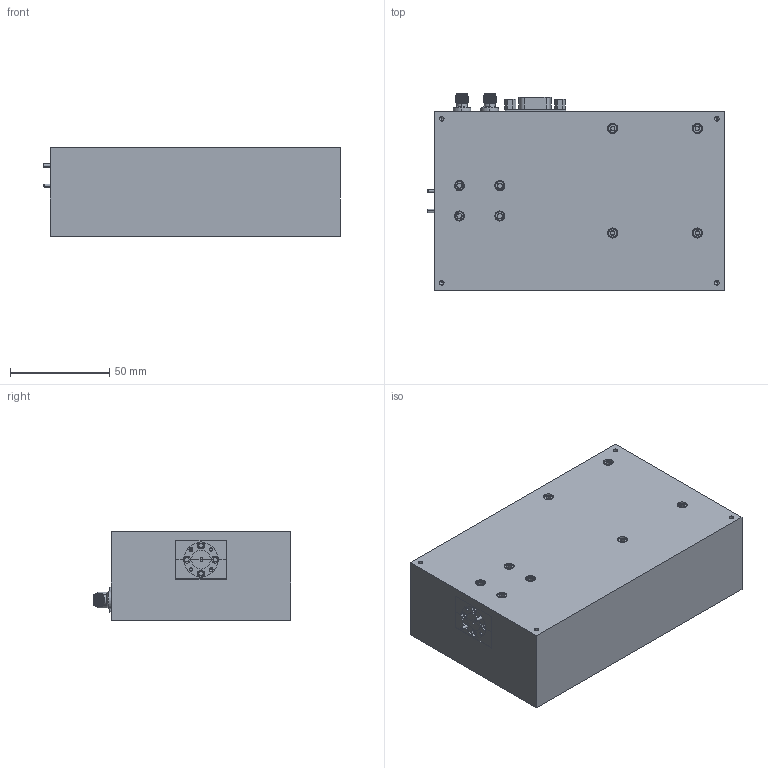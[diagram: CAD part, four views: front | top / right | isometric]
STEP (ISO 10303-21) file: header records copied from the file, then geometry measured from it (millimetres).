
FILE_DESCRIPTION (( 'STEP AP203' ), '1' );
FILE_NAME ('DMOP-08-101-A1.STEP', '2025-05-20T19:56:32', ( '' ), ( '' ), 'SwSTEP 2.0', 'SolidWorks 2021', '' );
FILE_SCHEMA (( 'CONFIG_CONTROL_DESIGN' ));
Products named in the file (1): DMOP-08-101-A1
Bounding box: 149.42 x 99.24 x 44.48 mm (x, y, z)
Volume: 606782 mm3; surface area: 95195.6 mm2
Topology: 46 solids, 46 shells, 2856 faces, 7437 edges, 4778 vertices
Faces by surface type: cylinder 1012, plane 996, bspline 450, cone 396, torus 2
Entity records: 152024 total; most frequent: CARTESIAN_POINT 89465, ORIENTED_EDGE 14762, DIRECTION 10642, EDGE_CURVE 7381, VERTEX_POINT 4778, AXIS2_PLACEMENT_3D 3642, LINE 3358, VECTOR 3358
